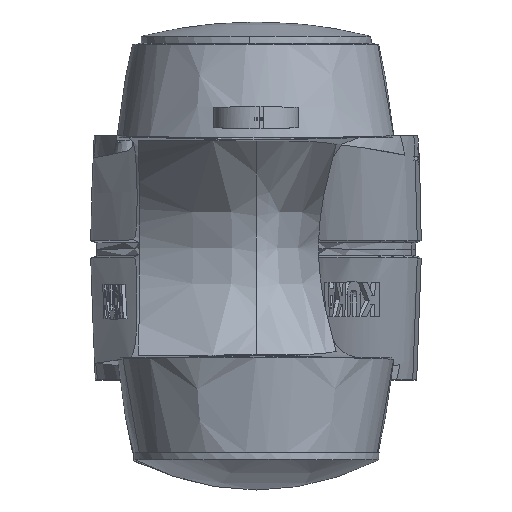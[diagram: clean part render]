
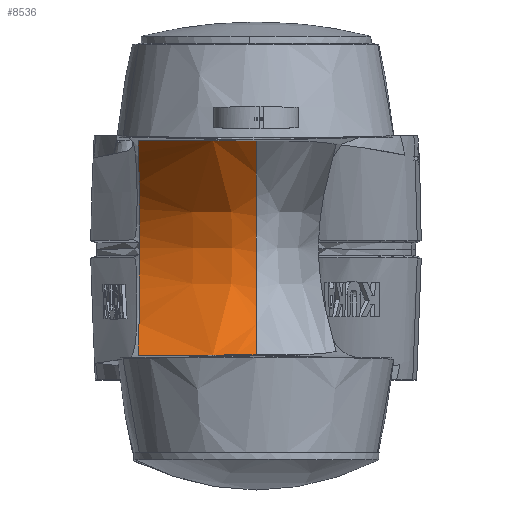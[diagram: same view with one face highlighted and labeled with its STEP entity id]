
A CAD part, top view. The second image highlights one B-rep face of the part: STEP entity #8536.
In plain terms, the highlighted free-form (B-spline) face has degree [3, 3] with [4, 4] control points.
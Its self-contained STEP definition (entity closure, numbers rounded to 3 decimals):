
#312=CARTESIAN_POINT('',(25.,56.934,868.867));
#313=CARTESIAN_POINT('',(25.,18.985,830.381));
#314=CARTESIAN_POINT('',(25.,-18.985,830.381));
#315=CARTESIAN_POINT('',(25.,-56.934,868.867));
#368=CARTESIAN_POINT('',(25.,-56.934,868.867));
#369=CARTESIAN_POINT('',(22.628,-56.934,868.868));
#370=CARTESIAN_POINT('',(17.761,-56.939,868.665));
#371=CARTESIAN_POINT('',(10.086,-56.975,867.794));
#372=CARTESIAN_POINT('',(4.738,-57.025,866.9));
#373=CARTESIAN_POINT('',(2.,-57.059,866.399));
#380=CARTESIAN_POINT('',(25.,-56.934,868.867));
#811=CARTESIAN_POINT('',(-37.852,57.045,855.225));
#822=CARTESIAN_POINT('',(-37.038,0.,
813.772));
#823=CARTESIAN_POINT('',(-37.038,2.892,813.771));
#824=CARTESIAN_POINT('',(-37.045,8.886,814.428));
#825=CARTESIAN_POINT('',(-37.064,18.721,817.828));
#826=CARTESIAN_POINT('',(-37.126,28.756,823.937));
#827=CARTESIAN_POINT('',(-37.255,38.607,832.424));
#828=CARTESIAN_POINT('',(-37.48,47.987,842.799));
#829=CARTESIAN_POINT('',(-37.712,54.051,850.892));
#830=CARTESIAN_POINT('',(-37.852,57.045,855.225));
#844=CARTESIAN_POINT('',(2.,57.059,866.399));
#845=CARTESIAN_POINT('',(-2.107,57.11,865.646));
#846=CARTESIAN_POINT('',(-10.609,57.2,863.796));
#847=CARTESIAN_POINT('',(-23.867,57.21,860.073));
#848=CARTESIAN_POINT('',(-33.138,57.115,856.94));
#849=CARTESIAN_POINT('',(-37.852,57.045,855.225));
#851=CARTESIAN_POINT('',(-37.852,-57.045,855.225));
#852=CARTESIAN_POINT('',(-33.178,-57.114,856.925));
#853=CARTESIAN_POINT('',(-23.953,-57.209,860.045));
#854=CARTESIAN_POINT('',(-10.686,-57.2,863.777));
#855=CARTESIAN_POINT('',(-2.137,-57.111,865.641));
#856=CARTESIAN_POINT('',(2.,-57.059,866.399));
#885=CARTESIAN_POINT('',(-37.852,-57.045,855.225));
#886=CARTESIAN_POINT('',(-37.71,-54.011,850.835));
#887=CARTESIAN_POINT('',(-37.477,-47.883,842.672));
#888=CARTESIAN_POINT('',(-37.252,-38.479,832.295));
#889=CARTESIAN_POINT('',(-37.126,-28.712,823.922));
#890=CARTESIAN_POINT('',(-37.065,-18.8,817.872));
#891=CARTESIAN_POINT('',(-37.044,-8.879,814.396));
#892=CARTESIAN_POINT('',(-37.038,-2.891,813.771));
#893=CARTESIAN_POINT('',(-37.038,0.,
813.772));
#3739=CARTESIAN_POINT('',(2.,57.059,866.399));
#3740=CARTESIAN_POINT('',(4.739,57.025,866.9));
#3741=CARTESIAN_POINT('',(10.087,56.975,867.794));
#3742=CARTESIAN_POINT('',(17.763,56.939,868.665));
#3743=CARTESIAN_POINT('',(22.628,56.934,868.868));
#3744=CARTESIAN_POINT('',(25.,56.934,868.867));
#5684=VERTEX_POINT('',#380);
#5685=VERTEX_POINT('',#373);
#5691=VERTEX_POINT('',#851);
#5717=VERTEX_POINT('',#3739);
#5718=VERTEX_POINT('',#3744);
#5721=VERTEX_POINT('',#811);
#5732=VERTEX_POINT('',#893);
#8507=CARTESIAN_POINT('',(25.672,-80.,897.));
#8508=CARTESIAN_POINT('',(25.14,-26.673,820.991));
#8509=CARTESIAN_POINT('',(25.14,26.673,820.991));
#8510=CARTESIAN_POINT('',(25.672,80.,897.));
#8511=CARTESIAN_POINT('',(-7.934,-80.,897.019));
#8512=CARTESIAN_POINT('',(18.424,-26.652,821.39));
#8513=CARTESIAN_POINT('',(18.424,26.652,821.39));
#8514=CARTESIAN_POINT('',(-7.934,80.,897.019));
#8515=CARTESIAN_POINT('',(-41.511,-80.,895.627));
#8516=CARTESIAN_POINT('',(-28.307,-26.652,
792.971));
#8517=CARTESIAN_POINT('',(-28.307,26.652,792.971));
#8518=CARTESIAN_POINT('',(-41.511,80.,895.627));
#8519=CARTESIAN_POINT('',(-75.,-80.,892.826));
#8520=CARTESIAN_POINT('',(-115.082,-26.673,
735.716));
#8521=CARTESIAN_POINT('',(-115.082,26.673,735.716));
#8522=CARTESIAN_POINT('',(-75.,80.,892.826));
#8523=(BOUNDED_SURFACE()B_SPLINE_SURFACE(3,3,((#8507,#8508,#8509,#8510),(#8511,
#8512,#8513,#8514),(#8515,#8516,#8517,#8518),(#8519,#8520,#8521,#8522)),
.UNSPECIFIED.,.F.,.F.,.F.)B_SPLINE_SURFACE_WITH_KNOTS((4,4),(4,4),(
-0.007,1.),(0.,1.),.UNSPECIFIED.)GEOMETRIC_REPRESENTATION_ITEM()RATIONAL_B_SPLINE_SURFACE(((1.,1.,
1.,1.),(1.,1.,
1.,1.),(1.,1.,
1.,1.),(1.,1.,
1.,1.)))REPRESENTATION_ITEM('')SURFACE());
#8525=ORIENTED_EDGE('',*,*,#8524,.T.);
#8526=ORIENTED_EDGE('',*,*,#8497,.T.);
#8527=ORIENTED_EDGE('',*,*,#8445,.F.);
#8529=ORIENTED_EDGE('',*,*,#8528,.T.);
#8530=ORIENTED_EDGE('',*,*,#7025,.T.);
#8531=ORIENTED_EDGE('',*,*,#7077,.T.);
#8533=ORIENTED_EDGE('',*,*,#8532,.F.);
#8534=EDGE_LOOP('',(#8525,#8526,#8527,#8529,#8530,#8531,#8533));
#8535=FACE_OUTER_BOUND('',#8534,.F.);
#8536=ADVANCED_FACE('',(#8535),#8523,.F.);
#316=B_SPLINE_CURVE_WITH_KNOTS('',3,(#312,#313,#314,#315),.UNSPECIFIED.,.F.,.F.,
(4,4),(0.,1.),.UNSPECIFIED.);
#374=B_SPLINE_CURVE_WITH_KNOTS('',3,(#368,#369,#370,#371,#372,#373),
.UNSPECIFIED.,.F.,.F.,(4,1,1,4),(0.,0.333,0.667,1.),
.UNSPECIFIED.);
#831=B_SPLINE_CURVE_WITH_KNOTS('',3,(#822,#823,#824,#825,#826,#827,#828,#829,
#830),.UNSPECIFIED.,.F.,.F.,(4,1,1,1,1,1,4),(0.,0.167,
0.333,0.5,0.667,0.833,1.),
.UNSPECIFIED.);
#850=B_SPLINE_CURVE_WITH_KNOTS('',3,(#844,#845,#846,#847,#848,#849),
.UNSPECIFIED.,.F.,.F.,(4,1,1,4),(0.,0.333,0.667,1.),
.UNSPECIFIED.);
#857=B_SPLINE_CURVE_WITH_KNOTS('',3,(#851,#852,#853,#854,#855,#856),
.UNSPECIFIED.,.F.,.F.,(4,1,1,4),(0.,0.333,0.667,1.),
.UNSPECIFIED.);
#894=B_SPLINE_CURVE_WITH_KNOTS('',3,(#885,#886,#887,#888,#889,#890,#891,#892,
#893),.UNSPECIFIED.,.F.,.F.,(4,1,1,1,1,1,4),(0.,0.167,
0.333,0.5,0.667,0.833,1.),
.UNSPECIFIED.);
#3745=B_SPLINE_CURVE_WITH_KNOTS('',3,(#3739,#3740,#3741,#3742,#3743,#3744),
.UNSPECIFIED.,.F.,.F.,(4,1,1,4),(0.,0.333,0.667,1.),
.UNSPECIFIED.);
#7025=EDGE_CURVE('',#5718,#5684,#316,.T.);
#7077=EDGE_CURVE('',#5684,#5685,#374,.T.);
#8445=EDGE_CURVE('',#5717,#5721,#850,.T.);
#8497=EDGE_CURVE('',#5732,#5721,#831,.T.);
#8524=EDGE_CURVE('',#5691,#5732,#894,.T.);
#8528=EDGE_CURVE('',#5717,#5718,#3745,.T.);
#8532=EDGE_CURVE('',#5691,#5685,#857,.T.);
